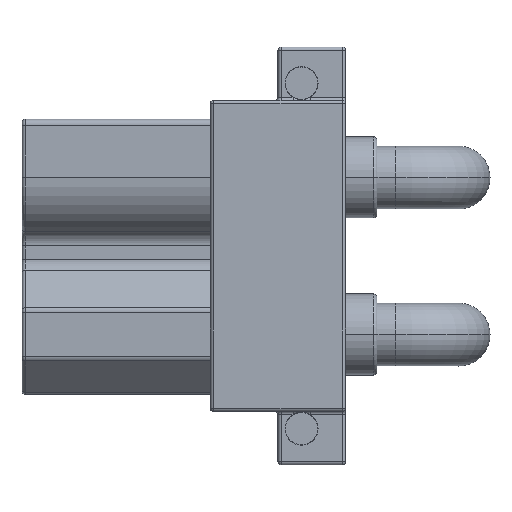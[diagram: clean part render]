
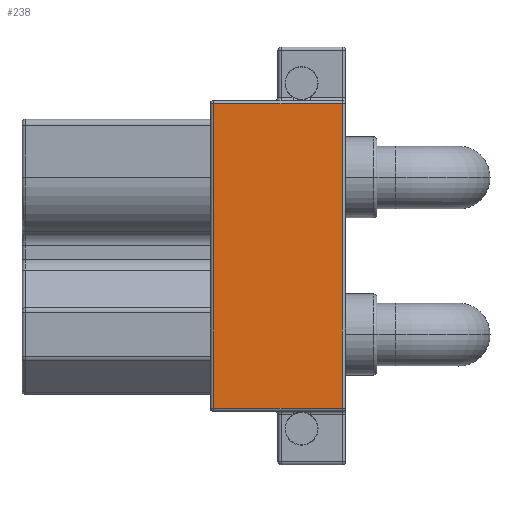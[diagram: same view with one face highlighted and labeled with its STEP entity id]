
A CAD part, top view. The second image highlights one B-rep face of the part: STEP entity #238.
In plain terms, the highlighted planar face has unit normal (0, 0, 1).
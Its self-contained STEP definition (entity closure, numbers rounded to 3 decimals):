
#207 = FACE_OUTER_BOUND ( 'NONE', #882, .T. ) ;
#238 = ADVANCED_FACE ( 'NONE', ( #207 ), #6681, .F. ) ;
#621 = VECTOR ( 'NONE', #2535, 1000. ) ;
#828 = CARTESIAN_POINT ( 'NONE',  ( 0., -4.85, 5. ) ) ;
#882 = EDGE_LOOP ( 'NONE', ( #913, #3798, #6879, #6086 ) ) ;
#913 = ORIENTED_EDGE ( 'NONE', *, *, #1717, .T. ) ;
#940 = AXIS2_PLACEMENT_3D ( 'NONE', #6639, #6774, #3490 ) ;
#971 = DIRECTION ( 'NONE',  ( 0., -1., 0. ) ) ;
#1007 = CARTESIAN_POINT ( 'NONE',  ( 2.05, 0., 5. ) ) ;
#1296 = VERTEX_POINT ( 'NONE', #5973 ) ;
#1608 = EDGE_CURVE ( 'NONE', #8261, #3966, #4260, .T. ) ;
#1717 = EDGE_CURVE ( 'NONE', #3966, #6603, #7381, .T. ) ;
#1749 = CARTESIAN_POINT ( 'NONE',  ( 0., 4.85, 5. ) ) ;
#2355 = VECTOR ( 'NONE', #971, 1000. ) ;
#2535 = DIRECTION ( 'NONE',  ( -1., 0., 0. ) ) ;
#2623 = CARTESIAN_POINT ( 'NONE',  ( -2.05, 4.85, 5. ) ) ;
#2944 = LINE ( 'NONE', #1007, #7511 ) ;
#2993 = CARTESIAN_POINT ( 'NONE',  ( -2.05, 0., 5. ) ) ;
#3490 = DIRECTION ( 'NONE',  ( -1., 0., 0. ) ) ;
#3798 = ORIENTED_EDGE ( 'NONE', *, *, #5995, .T. ) ;
#3966 = VERTEX_POINT ( 'NONE', #6959 ) ;
#4260 = LINE ( 'NONE', #2993, #2355 ) ;
#5052 = CARTESIAN_POINT ( 'NONE',  ( 2.05, -4.85, 5. ) ) ;
#5125 = LINE ( 'NONE', #1749, #621 ) ;
#5973 = CARTESIAN_POINT ( 'NONE',  ( 2.05, 4.85, 5. ) ) ;
#5995 = EDGE_CURVE ( 'NONE', #6603, #1296, #2944, .T. ) ;
#6086 = ORIENTED_EDGE ( 'NONE', *, *, #1608, .T. ) ;
#6195 = DIRECTION ( 'NONE',  ( 0., 1., 0. ) ) ;
#6519 = VECTOR ( 'NONE', #6734, 1000. ) ;
#6603 = VERTEX_POINT ( 'NONE', #5052 ) ;
#6639 = CARTESIAN_POINT ( 'NONE',  ( 0., 0., 5. ) ) ;
#6681 = PLANE ( 'NONE',  #940 ) ;
#6734 = DIRECTION ( 'NONE',  ( 1., 0., 0. ) ) ;
#6774 = DIRECTION ( 'NONE',  ( 0., 0., -1. ) ) ;
#6879 = ORIENTED_EDGE ( 'NONE', *, *, #7766, .T. ) ;
#6959 = CARTESIAN_POINT ( 'NONE',  ( -2.05, -4.85, 5. ) ) ;
#7381 = LINE ( 'NONE', #828, #6519 ) ;
#7511 = VECTOR ( 'NONE', #6195, 1000. ) ;
#7766 = EDGE_CURVE ( 'NONE', #1296, #8261, #5125, .T. ) ;
#8261 = VERTEX_POINT ( 'NONE', #2623 ) ;
